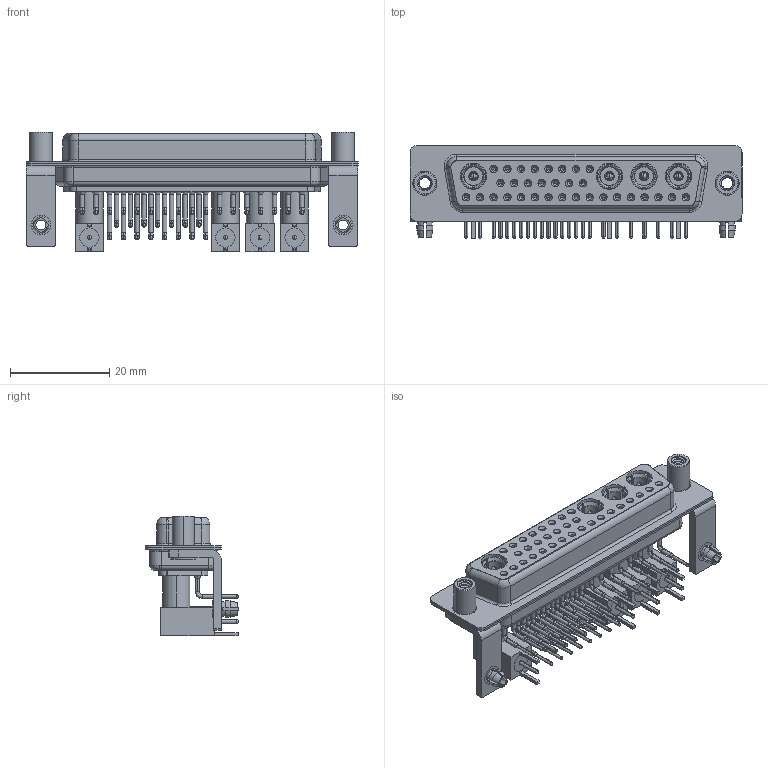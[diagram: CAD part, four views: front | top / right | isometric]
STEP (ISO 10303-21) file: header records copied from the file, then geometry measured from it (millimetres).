
FILE_DESCRIPTION (( 'STEP AP203' ), '1' );
FILE_NAME ('630-36W4240-7T5.STEP', '2022-06-09T08:37:44', ( '' ), ( '' ), 'SwSTEP 2.0', 'SolidWorks 2020', '' );
FILE_SCHEMA (( 'CONFIG_CONTROL_DESIGN' ));
Length unit declared in the file: millimetre
Products named in the file (20): Pin_RA 50; 630Combo Contact Row 2_50 Contacts; 630Combo Housing_36W4; Co-Ax Plug_RA 50; 630-36W4240-7T5; Co-Ax Plug Assy_RA 50; Locking Collar; 630Combo Stabilizer Bracket_50 Contacts; 630Combo Shell Front_50 Contacts; 630Combo Contact Row 3; 630Combo Shell Rear_50 Contacts; Insulator Pin_Straight PC Tail; RA Back Shell_50; Insulator RA Pin; 630Combo Threaded Standoff_5; 630Combo Board Lock_50 Contacts; 630Combo Contact Row 1_50 Contacts
Assembly tree (69 placements, depth 3):
  630-36W4240-7T5
    630Combo Housing_36W4
    630Combo Shell Front_50 Contacts
    630Combo Shell Rear_50 Contacts
    630Combo Stabilizer Bracket_50 Contacts  x2
    630Combo Board Lock_50 Contacts  x2
    630Combo Threaded Standoff_5  x2
    Co-Ax Plug Assy_RA 50
      Co-Ax Plug_RA 50
      Insulator Pin_Straight PC Tail
      Pin_RA 50
      Locking Collar
      RA Back Shell_50
      Insulator RA Pin
    Co-Ax Plug Assy_RA 50
      Co-Ax Plug_RA 50
      Insulator Pin_Straight PC Tail
      Pin_RA 50
      Locking Collar
      RA Back Shell_50
      Insulator RA Pin
    Co-Ax Plug Assy_RA 50
      Co-Ax Plug_RA 50
      Insulator Pin_Straight PC Tail
      Pin_RA 50
      Locking Collar
      RA Back Shell_50
      Insulator RA Pin
    Co-Ax Plug Assy_RA 50
      Co-Ax Plug_RA 50
      Insulator Pin_Straight PC Tail
      Pin_RA 50
      Locking Collar
      RA Back Shell_50
      Insulator RA Pin
    630Combo Contact Row 1_50 Contacts  x8
    630Combo Contact Row 2_50 Contacts  x7
    630Combo Contact Row 3  x17
Bounding box: 67 x 18.8 x 24.16 mm (x, y, z)
Volume: 8807.8 mm3; surface area: 19937.4 mm2
Topology: 65 solids, 65 shells, 2827 faces, 7093 edges, 4469 vertices
Faces by surface type: cylinder 1225, plane 885, cone 482, bspline 138, torus 81, sphere 16
Entity records: 36696 total; most frequent: CARTESIAN_POINT 7796, DIRECTION 5837, ORIENTED_EDGE 4952, EDGE_CURVE 2476, AXIS2_PLACEMENT_3D 2413, VERTEX_POINT 1584, CIRCLE 1298, EDGE_LOOP 1288
